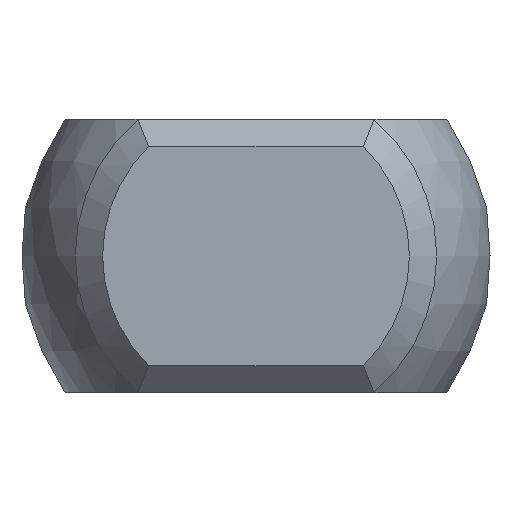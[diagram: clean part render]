
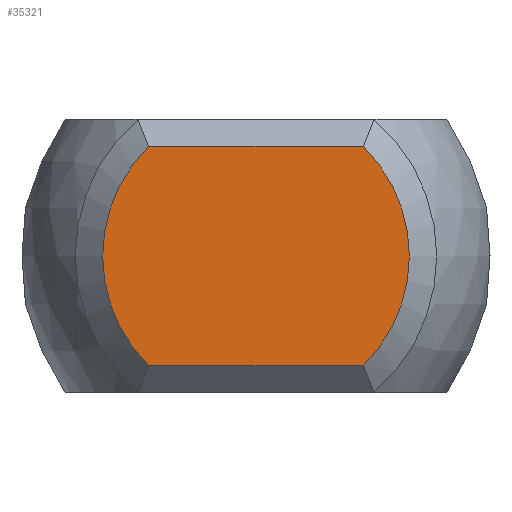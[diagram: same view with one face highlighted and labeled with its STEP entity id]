
A CAD part, left-side view. The second image highlights one B-rep face of the part: STEP entity #35321.
In plain terms, the highlighted planar face has unit normal (-1, 0, 0).
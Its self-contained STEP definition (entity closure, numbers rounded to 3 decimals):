
#32995 = PLANE('',#32996);
#32996 = AXIS2_PLACEMENT_3D('',#32997,#32998,#32999);
#32997 = CARTESIAN_POINT('',(-68.5,3.125,2.25));
#32998 = DIRECTION('',(0.707,0.,-0.707));
#32999 = DIRECTION('',(-0.707,0.,-0.707));
#34698 = EDGE_CURVE('',#34699,#34701,#34703,.T.);
#34699 = VERTEX_POINT('',#34700);
#34700 = CARTESIAN_POINT('',(-68.75,-1.96,-2.));
#34701 = VERTEX_POINT('',#34702);
#34702 = CARTESIAN_POINT('',(-68.75,-1.96,2.));
#34703 = SURFACE_CURVE('',#34704,(#34709,#34721),.PCURVE_S1.);
#34704 = CIRCLE('',#34705,2.8);
#34705 = AXIS2_PLACEMENT_3D('',#34706,#34707,#34708);
#34706 = CARTESIAN_POINT('',(-68.75,0.,0.));
#34707 = DIRECTION('',(-1.,0.,0.));
#34708 = DIRECTION('',(0.,-1.,0.));
#34709 = PCURVE('',#34710,#34715);
#34710 = CONICAL_SURFACE('',#34711,3.05,0.785);
#34711 = AXIS2_PLACEMENT_3D('',#34712,#34713,#34714);
#34712 = CARTESIAN_POINT('',(-68.5,0.,0.));
#34713 = DIRECTION('',(1.,0.,0.));
#34714 = DIRECTION('',(0.,-1.,0.));
#34715 = DEFINITIONAL_REPRESENTATION('',(#34716),#34720);
#34716 = LINE('',#34717,#34718);
#34717 = CARTESIAN_POINT('',(6.283,-0.25));
#34718 = VECTOR('',#34719,1.);
#34719 = DIRECTION('',(-1.,0.));
#34720 = ( GEOMETRIC_REPRESENTATION_CONTEXT(2) 
PARAMETRIC_REPRESENTATION_CONTEXT() REPRESENTATION_CONTEXT('2D SPACE',''
  ) );
#34721 = PCURVE('',#34722,#34727);
#34722 = PLANE('',#34723);
#34723 = AXIS2_PLACEMENT_3D('',#34724,#34725,#34726);
#34724 = CARTESIAN_POINT('',(-68.75,0.,0.));
#34725 = DIRECTION('',(1.,0.,0.));
#34726 = DIRECTION('',(0.,0.,-1.));
#34727 = DEFINITIONAL_REPRESENTATION('',(#34728),#34736);
#34728 = ( BOUNDED_CURVE() B_SPLINE_CURVE(2,(#34729,#34730,#34731,#34732
    ,#34733,#34734,#34735),.UNSPECIFIED.,.T.,.F.) 
B_SPLINE_CURVE_WITH_KNOTS((1,2,2,2,2,1),(-2.094,0.,
    2.094,4.189,6.283,8.378),
.UNSPECIFIED.) CURVE() GEOMETRIC_REPRESENTATION_ITEM() 
RATIONAL_B_SPLINE_CURVE((1.,0.5,1.,0.5,1.,0.5,1.)) REPRESENTATION_ITEM(
  '') );
#34729 = CARTESIAN_POINT('',(0.,-2.8));
#34730 = CARTESIAN_POINT('',(-4.85,-2.8));
#34731 = CARTESIAN_POINT('',(-2.425,1.4));
#34732 = CARTESIAN_POINT('',(0.,5.6));
#34733 = CARTESIAN_POINT('',(2.425,1.4));
#34734 = CARTESIAN_POINT('',(4.85,-2.8));
#34735 = CARTESIAN_POINT('',(0.,-2.8));
#34736 = ( GEOMETRIC_REPRESENTATION_CONTEXT(2) 
PARAMETRIC_REPRESENTATION_CONTEXT() REPRESENTATION_CONTEXT('2D SPACE',''
  ) );
#34754 = PLANE('',#34755);
#34755 = AXIS2_PLACEMENT_3D('',#34756,#34757,#34758);
#34756 = CARTESIAN_POINT('',(-68.5,-3.125,-2.25));
#34757 = DIRECTION('',(0.707,0.,0.707)
  );
#34758 = DIRECTION('',(0.707,0.,-0.707));
#34814 = EDGE_CURVE('',#34701,#34815,#34817,.T.);
#34815 = VERTEX_POINT('',#34816);
#34816 = CARTESIAN_POINT('',(-68.75,1.96,2.));
#34817 = SURFACE_CURVE('',#34818,(#34822,#34829),.PCURVE_S1.);
#34818 = LINE('',#34819,#34820);
#34819 = CARTESIAN_POINT('',(-68.75,3.125,2.));
#34820 = VECTOR('',#34821,1.);
#34821 = DIRECTION('',(0.,1.,0.));
#34822 = PCURVE('',#32995,#34823);
#34823 = DEFINITIONAL_REPRESENTATION('',(#34824),#34828);
#34824 = LINE('',#34825,#34826);
#34825 = CARTESIAN_POINT('',(0.354,0.));
#34826 = VECTOR('',#34827,1.);
#34827 = DIRECTION('',(0.,1.));
#34828 = ( GEOMETRIC_REPRESENTATION_CONTEXT(2) 
PARAMETRIC_REPRESENTATION_CONTEXT() REPRESENTATION_CONTEXT('2D SPACE',''
  ) );
#34829 = PCURVE('',#34722,#34830);
#34830 = DEFINITIONAL_REPRESENTATION('',(#34831),#34835);
#34831 = LINE('',#34832,#34833);
#34832 = CARTESIAN_POINT('',(-2.,3.125));
#34833 = VECTOR('',#34834,1.);
#34834 = DIRECTION('',(0.,1.));
#34835 = ( GEOMETRIC_REPRESENTATION_CONTEXT(2) 
PARAMETRIC_REPRESENTATION_CONTEXT() REPRESENTATION_CONTEXT('2D SPACE',''
  ) );
#34855 = CONICAL_SURFACE('',#34856,3.05,0.785);
#34856 = AXIS2_PLACEMENT_3D('',#34857,#34858,#34859);
#34857 = CARTESIAN_POINT('',(-68.5,0.,0.));
#34858 = DIRECTION('',(1.,0.,0.));
#34859 = DIRECTION('',(-0.,1.,0.));
#34869 = EDGE_CURVE('',#34815,#34870,#34872,.T.);
#34870 = VERTEX_POINT('',#34871);
#34871 = CARTESIAN_POINT('',(-68.75,1.96,-2.));
#34872 = SURFACE_CURVE('',#34873,(#34878,#34885),.PCURVE_S1.);
#34873 = CIRCLE('',#34874,2.8);
#34874 = AXIS2_PLACEMENT_3D('',#34875,#34876,#34877);
#34875 = CARTESIAN_POINT('',(-68.75,0.,0.));
#34876 = DIRECTION('',(-1.,0.,0.));
#34877 = DIRECTION('',(0.,1.,0.));
#34878 = PCURVE('',#34855,#34879);
#34879 = DEFINITIONAL_REPRESENTATION('',(#34880),#34884);
#34880 = LINE('',#34881,#34882);
#34881 = CARTESIAN_POINT('',(6.283,-0.25));
#34882 = VECTOR('',#34883,1.);
#34883 = DIRECTION('',(-1.,0.));
#34884 = ( GEOMETRIC_REPRESENTATION_CONTEXT(2) 
PARAMETRIC_REPRESENTATION_CONTEXT() REPRESENTATION_CONTEXT('2D SPACE',''
  ) );
#34885 = PCURVE('',#34722,#34886);
#34886 = DEFINITIONAL_REPRESENTATION('',(#34887),#34895);
#34887 = ( BOUNDED_CURVE() B_SPLINE_CURVE(2,(#34888,#34889,#34890,#34891
    ,#34892,#34893,#34894),.UNSPECIFIED.,.T.,.F.) 
B_SPLINE_CURVE_WITH_KNOTS((1,2,2,2,2,1),(-2.094,0.,
    2.094,4.189,6.283,8.378),
.UNSPECIFIED.) CURVE() GEOMETRIC_REPRESENTATION_ITEM() 
RATIONAL_B_SPLINE_CURVE((1.,0.5,1.,0.5,1.,0.5,1.)) REPRESENTATION_ITEM(
  '') );
#34888 = CARTESIAN_POINT('',(0.,2.8));
#34889 = CARTESIAN_POINT('',(4.85,2.8));
#34890 = CARTESIAN_POINT('',(2.425,-1.4));
#34891 = CARTESIAN_POINT('',(0.,-5.6));
#34892 = CARTESIAN_POINT('',(-2.425,-1.4));
#34893 = CARTESIAN_POINT('',(-4.85,2.8));
#34894 = CARTESIAN_POINT('',(0.,2.8));
#34895 = ( GEOMETRIC_REPRESENTATION_CONTEXT(2) 
PARAMETRIC_REPRESENTATION_CONTEXT() REPRESENTATION_CONTEXT('2D SPACE',''
  ) );
#34969 = EDGE_CURVE('',#34870,#34699,#34970,.T.);
#34970 = SURFACE_CURVE('',#34971,(#34975,#34982),.PCURVE_S1.);
#34971 = LINE('',#34972,#34973);
#34972 = CARTESIAN_POINT('',(-68.75,-3.125,-2.));
#34973 = VECTOR('',#34974,1.);
#34974 = DIRECTION('',(0.,-1.,0.));
#34975 = PCURVE('',#34754,#34976);
#34976 = DEFINITIONAL_REPRESENTATION('',(#34977),#34981);
#34977 = LINE('',#34978,#34979);
#34978 = CARTESIAN_POINT('',(-0.354,0.));
#34979 = VECTOR('',#34980,1.);
#34980 = DIRECTION('',(0.,-1.));
#34981 = ( GEOMETRIC_REPRESENTATION_CONTEXT(2) 
PARAMETRIC_REPRESENTATION_CONTEXT() REPRESENTATION_CONTEXT('2D SPACE',''
  ) );
#34982 = PCURVE('',#34722,#34983);
#34983 = DEFINITIONAL_REPRESENTATION('',(#34984),#34988);
#34984 = LINE('',#34985,#34986);
#34985 = CARTESIAN_POINT('',(2.,-3.125));
#34986 = VECTOR('',#34987,1.);
#34987 = DIRECTION('',(0.,-1.));
#34988 = ( GEOMETRIC_REPRESENTATION_CONTEXT(2) 
PARAMETRIC_REPRESENTATION_CONTEXT() REPRESENTATION_CONTEXT('2D SPACE',''
  ) );
#35321 = ADVANCED_FACE('',(#35322),#34722,.F.);
#35322 = FACE_BOUND('',#35323,.T.);
#35323 = EDGE_LOOP('',(#35324,#35325,#35326,#35327));
#35324 = ORIENTED_EDGE('',*,*,#34698,.T.);
#35325 = ORIENTED_EDGE('',*,*,#34814,.T.);
#35326 = ORIENTED_EDGE('',*,*,#34869,.T.);
#35327 = ORIENTED_EDGE('',*,*,#34969,.T.);
